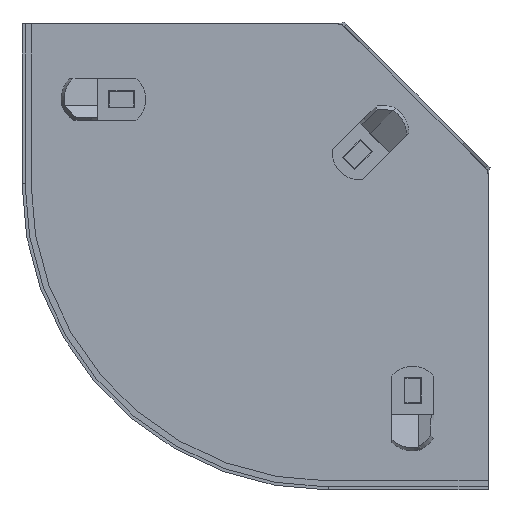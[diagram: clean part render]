
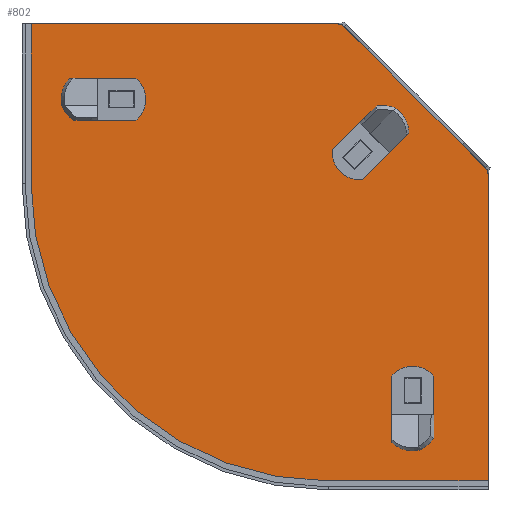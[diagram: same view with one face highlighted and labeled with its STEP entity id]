
A CAD part, front view. The second image highlights one B-rep face of the part: STEP entity #802.
In plain terms, the highlighted planar face has unit normal (0, -1, 0).
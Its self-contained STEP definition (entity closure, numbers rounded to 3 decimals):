
#5 = ORIENTED_EDGE ( 'NONE', *, *, #872, .T. ) ;
#67 = ORIENTED_EDGE ( 'NONE', *, *, #2251, .T. ) ;
#69 = DIRECTION ( 'NONE',  ( 1., 0., 0. ) ) ;
#91 = AXIS2_PLACEMENT_3D ( 'NONE', #164, #626, #391 ) ;
#113 = VERTEX_POINT ( 'NONE', #2260 ) ;
#120 = EDGE_LOOP ( 'NONE', ( #2630, #494 ) ) ;
#160 = CARTESIAN_POINT ( 'NONE',  ( -0.101, -1., -48.484 ) ) ;
#164 = CARTESIAN_POINT ( 'NONE',  ( -25., -1., -121.5 ) ) ;
#255 = CARTESIAN_POINT ( 'NONE',  ( -43.385, -1., -43.385 ) ) ;
#299 = DIRECTION ( 'NONE',  ( 0., 1., 0. ) ) ;
#328 = B_SPLINE_CURVE_WITH_KNOTS ( 'NONE', 3,
 ( #2537, #648, #2717, #899, #919, #2497 ),
 .UNSPECIFIED., .F., .F.,
 ( 4, 2, 4 ),
 ( 0.011, 0.012, 0.013 ),
 .UNSPECIFIED. ) ;
#333 = DIRECTION ( 'NONE',  ( 0., 0., 1. ) ) ;
#335 = VERTEX_POINT ( 'NONE', #2326 ) ;
#356 = CIRCLE ( 'NONE', #1284, 6.15 ) ;
#386 = CIRCLE ( 'NONE', #483, 98.5 ) ;
#389 = CIRCLE ( 'NONE', #1540, 6.15 ) ;
#391 = DIRECTION ( 'NONE',  ( 0., 0., 1. ) ) ;
#394 = EDGE_CURVE ( 'NONE', #2099, #2491, #1308, .T. ) ;
#425 = VERTEX_POINT ( 'NONE', #1428 ) ;
#426 = CIRCLE ( 'NONE', #1922, 6.15 ) ;
#460 = VERTEX_POINT ( 'NONE', #492 ) ;
#483 = AXIS2_PLACEMENT_3D ( 'NONE', #1617, #960, #2100 ) ;
#492 = CARTESIAN_POINT ( 'NONE',  ( -0.101, -1., -48.484 ) ) ;
#494 = ORIENTED_EDGE ( 'NONE', *, *, #1313, .T. ) ;
#495 = DIRECTION ( 'NONE',  ( -0.707, 0., 0.707 ) ) ;
#614 = CARTESIAN_POINT ( 'NONE',  ( -0.093, -1., -49.499 ) ) ;
#626 = DIRECTION ( 'NONE',  ( 0., 1., 0. ) ) ;
#629 = EDGE_CURVE ( 'NONE', #790, #2054, #2017, .T. ) ;
#648 = CARTESIAN_POINT ( 'NONE',  ( -49.749, -1., -0.046 ) ) ;
#660 = CARTESIAN_POINT ( 'NONE',  ( 0., -1., -151.5 ) ) ;
#680 = ORIENTED_EDGE ( 'NONE', *, *, #1473, .T. ) ;
#691 = LINE ( 'NONE', #2083, #1208 ) ;
#790 = VERTEX_POINT ( 'NONE', #660 ) ;
#802 = ADVANCED_FACE ( 'NONE', ( #2762, #1736, #2447, #1625 ), #2499, .F. ) ;
#822 = CARTESIAN_POINT ( 'NONE',  ( 0., -1., -50. ) ) ;
#827 = ORIENTED_EDGE ( 'NONE', *, *, #1723, .F. ) ;
#872 = EDGE_CURVE ( 'NONE', #1297, #2360, #426, .T. ) ;
#882 = VECTOR ( 'NONE', #1108, 1000. ) ;
#899 = CARTESIAN_POINT ( 'NONE',  ( -48.993, -1., -0.141 ) ) ;
#919 = CARTESIAN_POINT ( 'NONE',  ( -48.737, -1., -0.141 ) ) ;
#926 = AXIS2_PLACEMENT_3D ( 'NONE', #2949, #2729, #2276 ) ;
#927 = CIRCLE ( 'NONE', #2482, 6.15 ) ;
#942 = CARTESIAN_POINT ( 'NONE',  ( 0., -1., -31.332 ) ) ;
#960 = DIRECTION ( 'NONE',  ( 0., 1., 0. ) ) ;
#1108 = DIRECTION ( 'NONE',  ( -1., 0., 0. ) ) ;
#1118 = EDGE_CURVE ( 'NONE', #2360, #1297, #356, .T. ) ;
#1185 = EDGE_CURVE ( 'NONE', #2566, #2340, #389, .T. ) ;
#1189 = CARTESIAN_POINT ( 'NONE',  ( -151.5, -1., 0. ) ) ;
#1208 = VECTOR ( 'NONE', #495, 1000. ) ;
#1280 = CARTESIAN_POINT ( 'NONE',  ( -151.5, -1., 0. ) ) ;
#1284 = AXIS2_PLACEMENT_3D ( 'NONE', #2828, #1694, #333 ) ;
#1297 = VERTEX_POINT ( 'NONE', #1340 ) ;
#1308 = LINE ( 'NONE', #1189, #2670 ) ;
#1313 = EDGE_CURVE ( 'NONE', #335, #1418, #1911, .T. ) ;
#1339 = EDGE_LOOP ( 'NONE', ( #2935, #2082, #680, #1494, #2933, #827, #1493, #2113 ) ) ;
#1340 = CARTESIAN_POINT ( 'NONE',  ( -43.385, -1., -49.535 ) ) ;
#1388 = DIRECTION ( 'NONE',  ( 0., 0., -1. ) ) ;
#1394 = CARTESIAN_POINT ( 'NONE',  ( -25., -1., -115.35 ) ) ;
#1418 = VERTEX_POINT ( 'NONE', #1394 ) ;
#1428 = CARTESIAN_POINT ( 'NONE',  ( -151.5, -1., -53. ) ) ;
#1432 = DIRECTION ( 'NONE',  ( 0., 0., 1. ) ) ;
#1473 = EDGE_CURVE ( 'NONE', #460, #2402, #691, .T. ) ;
#1493 = ORIENTED_EDGE ( 'NONE', *, *, #1894, .F. ) ;
#1494 = ORIENTED_EDGE ( 'NONE', *, *, #2648, .F. ) ;
#1540 = AXIS2_PLACEMENT_3D ( 'NONE', #2434, #2400, #1715 ) ;
#1617 = CARTESIAN_POINT ( 'NONE',  ( -53., -1., -53. ) ) ;
#1625 = FACE_BOUND ( 'NONE', #2793, .T. ) ;
#1636 = AXIS2_PLACEMENT_3D ( 'NONE', #2079, #299, #2318 ) ;
#1639 = LINE ( 'NONE', #1280, #2743 ) ;
#1665 = DIRECTION ( 'NONE',  ( 0., 1., 0. ) ) ;
#1694 = DIRECTION ( 'NONE',  ( 0., 1., 0. ) ) ;
#1715 = DIRECTION ( 'NONE',  ( 0., 0., 1. ) ) ;
#1723 = EDGE_CURVE ( 'NONE', #425, #2099, #1639, .T. ) ;
#1736 = FACE_BOUND ( 'NONE', #2005, .T. ) ;
#1753 = CARTESIAN_POINT ( 'NONE',  ( -0.046, -1., -49.749 ) ) ;
#1768 = CARTESIAN_POINT ( 'NONE',  ( -0.141, -1., -48.737 ) ) ;
#1776 = CARTESIAN_POINT ( 'NONE',  ( -151.5, -1., 0. ) ) ;
#1846 = EDGE_CURVE ( 'NONE', #113, #460, #2392, .T. ) ;
#1884 = CIRCLE ( 'NONE', #1636, 6.15 ) ;
#1894 = EDGE_CURVE ( 'NONE', #2054, #425, #386, .T. ) ;
#1911 = CIRCLE ( 'NONE', #91, 6.15 ) ;
#1922 = AXIS2_PLACEMENT_3D ( 'NONE', #255, #2770, #1432 ) ;
#1949 = DIRECTION ( 'NONE',  ( 0., 0., 1. ) ) ;
#1966 = CARTESIAN_POINT ( 'NONE',  ( -53., -1., -151.5 ) ) ;
#1972 = ORIENTED_EDGE ( 'NONE', *, *, #1118, .T. ) ;
#2005 = EDGE_LOOP ( 'NONE', ( #2423, #67 ) ) ;
#2017 = LINE ( 'NONE', #2686, #882 ) ;
#2054 = VERTEX_POINT ( 'NONE', #1966 ) ;
#2079 = CARTESIAN_POINT ( 'NONE',  ( -121.5, -1., -25. ) ) ;
#2082 = ORIENTED_EDGE ( 'NONE', *, *, #1846, .T. ) ;
#2083 = CARTESIAN_POINT ( 'NONE',  ( -24.293, -1., -24.293 ) ) ;
#2099 = VERTEX_POINT ( 'NONE', #1776 ) ;
#2100 = DIRECTION ( 'NONE',  ( 0., 0., 1. ) ) ;
#2107 = DIRECTION ( 'NONE',  ( 0., 0., 1. ) ) ;
#2113 = ORIENTED_EDGE ( 'NONE', *, *, #629, .F. ) ;
#2127 = CARTESIAN_POINT ( 'NONE',  ( -25., -1., -121.5 ) ) ;
#2208 = LINE ( 'NONE', #942, #2679 ) ;
#2228 = CARTESIAN_POINT ( 'NONE',  ( -0.141, -1., -48.993 ) ) ;
#2251 = EDGE_CURVE ( 'NONE', #2340, #2566, #1884, .T. ) ;
#2260 = CARTESIAN_POINT ( 'NONE',  ( 0., -1., -50. ) ) ;
#2266 = EDGE_CURVE ( 'NONE', #113, #790, #2208, .T. ) ;
#2276 = DIRECTION ( 'NONE',  ( 0., 0., 1. ) ) ;
#2318 = DIRECTION ( 'NONE',  ( 0., 0., 1. ) ) ;
#2326 = CARTESIAN_POINT ( 'NONE',  ( -25., -1., -127.65 ) ) ;
#2340 = VERTEX_POINT ( 'NONE', #2773 ) ;
#2360 = VERTEX_POINT ( 'NONE', #2620 ) ;
#2392 = B_SPLINE_CURVE_WITH_KNOTS ( 'NONE', 3,
 ( #822, #1753, #614, #2228, #1768, #160 ),
 .UNSPECIFIED., .F., .F.,
 ( 4, 2, 4 ),
 ( 0.011, 0.012, 0.013 ),
 .UNSPECIFIED. ) ;
#2400 = DIRECTION ( 'NONE',  ( 0., 1., 0. ) ) ;
#2402 = VERTEX_POINT ( 'NONE', #2601 ) ;
#2423 = ORIENTED_EDGE ( 'NONE', *, *, #1185, .T. ) ;
#2428 = CARTESIAN_POINT ( 'NONE',  ( -50., -1., 0. ) ) ;
#2434 = CARTESIAN_POINT ( 'NONE',  ( -121.5, -1., -25. ) ) ;
#2447 = FACE_BOUND ( 'NONE', #120, .T. ) ;
#2482 = AXIS2_PLACEMENT_3D ( 'NONE', #2127, #1665, #2107 ) ;
#2489 = CARTESIAN_POINT ( 'NONE',  ( -121.5, -1., -18.85 ) ) ;
#2491 = VERTEX_POINT ( 'NONE', #2428 ) ;
#2497 = CARTESIAN_POINT ( 'NONE',  ( -48.484, -1., -0.101 ) ) ;
#2499 = PLANE ( 'NONE',  #926 ) ;
#2537 = CARTESIAN_POINT ( 'NONE',  ( -50., -1., 0. ) ) ;
#2566 = VERTEX_POINT ( 'NONE', #2489 ) ;
#2601 = CARTESIAN_POINT ( 'NONE',  ( -48.484, -1., -0.101 ) ) ;
#2620 = CARTESIAN_POINT ( 'NONE',  ( -43.385, -1., -37.235 ) ) ;
#2630 = ORIENTED_EDGE ( 'NONE', *, *, #2705, .T. ) ;
#2648 = EDGE_CURVE ( 'NONE', #2491, #2402, #328, .T. ) ;
#2670 = VECTOR ( 'NONE', #69, 1000. ) ;
#2679 = VECTOR ( 'NONE', #1388, 1000. ) ;
#2686 = CARTESIAN_POINT ( 'NONE',  ( 0., -1., -151.5 ) ) ;
#2705 = EDGE_CURVE ( 'NONE', #1418, #335, #927, .T. ) ;
#2717 = CARTESIAN_POINT ( 'NONE',  ( -49.499, -1., -0.093 ) ) ;
#2729 = DIRECTION ( 'NONE',  ( 0., 1., 0. ) ) ;
#2743 = VECTOR ( 'NONE', #1949, 1000. ) ;
#2762 = FACE_OUTER_BOUND ( 'NONE', #1339, .T. ) ;
#2770 = DIRECTION ( 'NONE',  ( 0., 1., 0. ) ) ;
#2773 = CARTESIAN_POINT ( 'NONE',  ( -121.5, -1., -31.15 ) ) ;
#2793 = EDGE_LOOP ( 'NONE', ( #1972, #5 ) ) ;
#2828 = CARTESIAN_POINT ( 'NONE',  ( -43.385, -1., -43.385 ) ) ;
#2933 = ORIENTED_EDGE ( 'NONE', *, *, #394, .F. ) ;
#2935 = ORIENTED_EDGE ( 'NONE', *, *, #2266, .F. ) ;
#2949 = CARTESIAN_POINT ( 'NONE',  ( -53., -1., -53. ) ) ;
